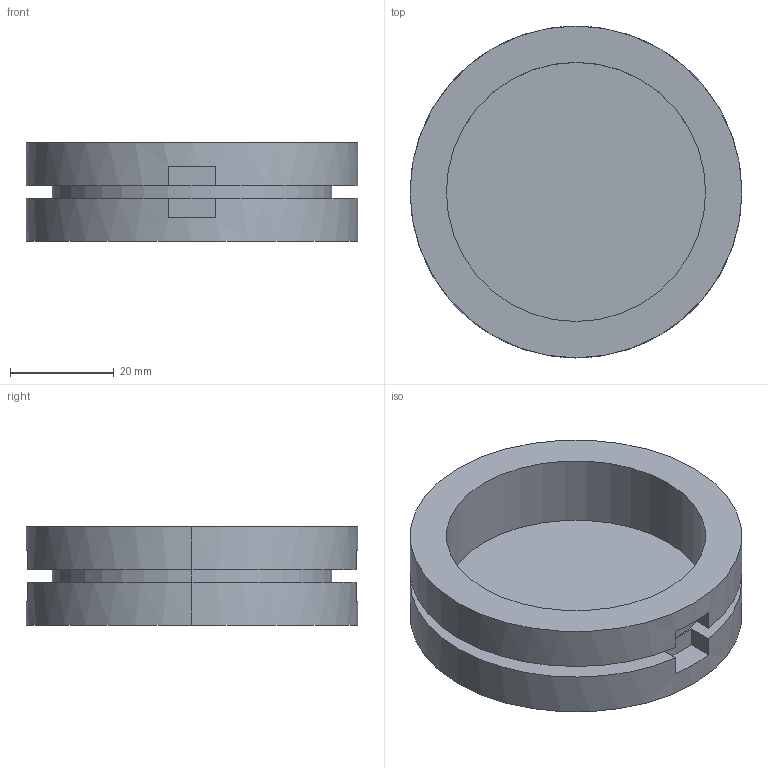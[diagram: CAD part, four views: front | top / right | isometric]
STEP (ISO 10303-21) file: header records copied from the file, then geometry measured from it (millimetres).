
FILE_DESCRIPTION (( 'STEP AP203' ), '1' );
FILE_NAME ('wheelRim.STEP', '2025-08-12T14:52:56', ( '' ), ( '' ), 'SwSTEP 2.0', 'SolidWorks 2024', '' );
FILE_SCHEMA (( 'CONFIG_CONTROL_DESIGN' ));
Length unit declared in the file: millimetre
Products named in the file (1): wheelRim
Bounding box: 64 x 64 x 19 mm (x, y, z)
Volume: 30656.2 mm3; surface area: 14368.3 mm2
Topology: 1 solids, 1 shells, 31 faces, 80 edges, 52 vertices
Faces by surface type: plane 23, cylinder 8
Entity records: 1027 total; most frequent: DIRECTION 172, CARTESIAN_POINT 164, ORIENTED_EDGE 160, EDGE_CURVE 80, AXIS2_PLACEMENT_3D 60, VERTEX_POINT 52, LINE 52, VECTOR 52
